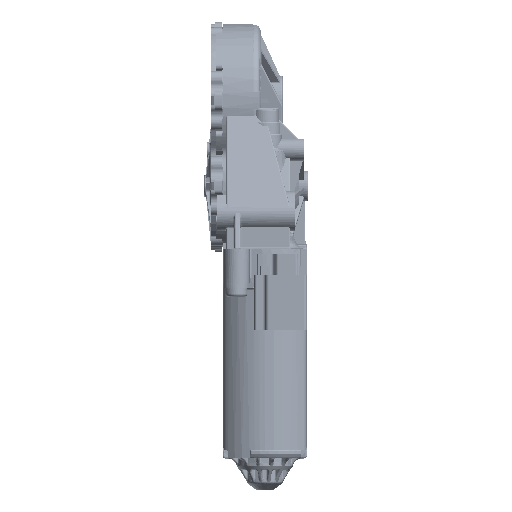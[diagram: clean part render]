
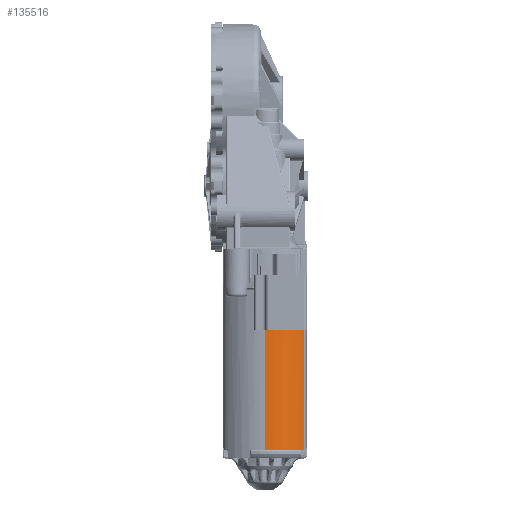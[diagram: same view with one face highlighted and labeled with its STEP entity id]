
A CAD part, top view. The second image highlights one B-rep face of the part: STEP entity #135516.
In plain terms, the highlighted cylindrical face has radius 19.512 mm (diameter 39.025 mm), a partial arc.
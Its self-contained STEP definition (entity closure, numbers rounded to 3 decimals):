
#135412=AXIS2_PLACEMENT_3D('Cylinder Axis2P3D',#135409,#135410,#135411) ;
#135416=AXIS2_PLACEMENT_3D('Circle Axis2P3D',#135414,#135415,$) ;
#135428=AXIS2_PLACEMENT_3D('Circle Axis2P3D',#135426,#135427,$) ;
#135435=AXIS2_PLACEMENT_3D('Circle Axis2P3D',#135433,#135434,$) ;
#135442=AXIS2_PLACEMENT_3D('Circle Axis2P3D',#135440,#135441,$) ;
#135461=AXIS2_PLACEMENT_3D('Circle Axis2P3D',#135459,#135460,$) ;
#135468=AXIS2_PLACEMENT_3D('Circle Axis2P3D',#135466,#135467,$) ;
#135475=AXIS2_PLACEMENT_3D('Circle Axis2P3D',#135473,#135474,$) ;
#135496=AXIS2_PLACEMENT_3D('Circle Axis2P3D',#135494,#135495,$) ;
#110855=CARTESIAN_POINT('Vertex',(13.159,-4.4,14.293)) ;
#110939=CARTESIAN_POINT('Vertex',(10.838,-4.4,16.142)) ;
#110943=CARTESIAN_POINT('Control Point',(13.159,-4.4,14.293)) ;
#110944=CARTESIAN_POINT('Control Point',(12.434,-4.4,14.966)) ;
#110945=CARTESIAN_POINT('Control Point',(11.656,-4.4,15.586)) ;
#110946=CARTESIAN_POINT('Control Point',(10.838,-4.4,16.142)) ;
#130832=CARTESIAN_POINT('Line Origine',(-0.07,-32.138,19.512)) ;
#130836=CARTESIAN_POINT('Vertex',(-0.07,-2.325,19.512)) ;
#130838=CARTESIAN_POINT('Vertex',(-0.07,-61.95,19.512)) ;
#133450=CARTESIAN_POINT('Vertex',(13.943,-61.95,13.521)) ;
#135409=CARTESIAN_POINT('Axis2P3D Location',(-0.125,-33.45,0.)) ;
#135414=CARTESIAN_POINT('Axis2P3D Location',(-0.125,-61.95,0.)) ;
#135419=CARTESIAN_POINT('Line Origine',(13.943,-33.45,13.521)) ;
#135423=CARTESIAN_POINT('Vertex',(13.943,-5.15,13.521)) ;
#135426=CARTESIAN_POINT('Axis2P3D Location',(-0.125,-5.15,0.)) ;
#135430=CARTESIAN_POINT('Vertex',(13.878,-5.15,13.588)) ;
#135433=CARTESIAN_POINT('Axis2P3D Location',(-0.125,-5.15,0.)) ;
#135437=CARTESIAN_POINT('Vertex',(13.789,-5.15,13.68)) ;
#135440=CARTESIAN_POINT('Axis2P3D Location',(-0.125,-5.15,0.)) ;
#135444=CARTESIAN_POINT('Vertex',(13.159,-5.15,14.293)) ;
#135447=CARTESIAN_POINT('Line Origine',(13.159,-33.45,14.293)) ;
#135452=CARTESIAN_POINT('Line Origine',(10.838,-33.45,16.142)) ;
#135456=CARTESIAN_POINT('Vertex',(10.838,-5.15,16.142)) ;
#135459=CARTESIAN_POINT('Axis2P3D Location',(-0.125,-5.15,0.)) ;
#135463=CARTESIAN_POINT('Vertex',(10.1,-5.15,16.619)) ;
#135466=CARTESIAN_POINT('Axis2P3D Location',(-0.125,-5.15,0.)) ;
#135470=CARTESIAN_POINT('Vertex',(9.988,-5.15,16.687)) ;
#135473=CARTESIAN_POINT('Axis2P3D Location',(-0.125,-5.15,0.)) ;
#135477=CARTESIAN_POINT('Vertex',(9.226,-5.15,17.126)) ;
#135480=CARTESIAN_POINT('Line Origine',(9.226,-33.45,17.126)) ;
#135484=CARTESIAN_POINT('Vertex',(9.226,-4.35,17.126)) ;
#135487=CARTESIAN_POINT('Line Origine',(9.226,-33.45,17.126)) ;
#135491=CARTESIAN_POINT('Vertex',(9.226,-2.325,17.126)) ;
#135494=CARTESIAN_POINT('Axis2P3D Location',(-0.125,-2.325,0.)) ;
#130833=DIRECTION('Vector Direction',(0.,-1.,0.)) ;
#135410=DIRECTION('Axis2P3D Direction',(0.,1.,0.)) ;
#135411=DIRECTION('Axis2P3D XDirection',(-0.393,0.,-0.919)) ;
#135415=DIRECTION('Axis2P3D Direction',(0.,1.,0.)) ;
#135420=DIRECTION('Vector Direction',(0.,1.,0.)) ;
#135427=DIRECTION('Axis2P3D Direction',(0.,1.,0.)) ;
#135434=DIRECTION('Axis2P3D Direction',(0.,1.,0.)) ;
#135441=DIRECTION('Axis2P3D Direction',(0.,1.,0.)) ;
#135448=DIRECTION('Vector Direction',(0.,1.,0.)) ;
#135453=DIRECTION('Vector Direction',(0.,1.,0.)) ;
#135460=DIRECTION('Axis2P3D Direction',(0.,1.,0.)) ;
#135467=DIRECTION('Axis2P3D Direction',(0.,1.,0.)) ;
#135474=DIRECTION('Axis2P3D Direction',(0.,1.,0.)) ;
#135481=DIRECTION('Vector Direction',(0.,1.,0.)) ;
#135488=DIRECTION('Vector Direction',(0.,1.,0.)) ;
#135495=DIRECTION('Axis2P3D Direction',(0.,1.,0.)) ;
#130834=VECTOR('Line Direction',#130833,1.) ;
#135421=VECTOR('Line Direction',#135420,1.) ;
#135449=VECTOR('Line Direction',#135448,1.) ;
#135454=VECTOR('Line Direction',#135453,1.) ;
#135482=VECTOR('Line Direction',#135481,1.) ;
#135489=VECTOR('Line Direction',#135488,1.) ;
#135500=ORIENTED_EDGE('',*,*,#135418,.T.) ;
#135501=ORIENTED_EDGE('',*,*,#135425,.F.) ;
#135502=ORIENTED_EDGE('',*,*,#135432,.T.) ;
#135503=ORIENTED_EDGE('',*,*,#135439,.T.) ;
#135504=ORIENTED_EDGE('',*,*,#135446,.T.) ;
#135505=ORIENTED_EDGE('',*,*,#135451,.F.) ;
#135506=ORIENTED_EDGE('',*,*,#110947,.T.) ;
#135507=ORIENTED_EDGE('',*,*,#135458,.F.) ;
#135508=ORIENTED_EDGE('',*,*,#135465,.T.) ;
#135509=ORIENTED_EDGE('',*,*,#135472,.T.) ;
#135510=ORIENTED_EDGE('',*,*,#135479,.T.) ;
#135511=ORIENTED_EDGE('',*,*,#135486,.F.) ;
#135512=ORIENTED_EDGE('',*,*,#135493,.T.) ;
#135513=ORIENTED_EDGE('',*,*,#135498,.T.) ;
#135514=ORIENTED_EDGE('',*,*,#130840,.T.) ;
#135516=ADVANCED_FACE('6004RA3194-06',(#135515),#135413,.T.) ;
#110942=B_SPLINE_CURVE_WITH_KNOTS('',3,(#110943,#110944,#110945,#110946),.UNSPECIFIED.,.F.,.U.,(4,4),(0.,3.03),.UNSPECIFIED.) ;
#135417=CIRCLE('generated circle',#135416,19.513) ;
#135429=CIRCLE('generated circle',#135428,19.513) ;
#135436=CIRCLE('generated circle',#135435,19.513) ;
#135443=CIRCLE('generated circle',#135442,19.513) ;
#135462=CIRCLE('generated circle',#135461,19.513) ;
#135469=CIRCLE('generated circle',#135468,19.513) ;
#135476=CIRCLE('generated circle',#135475,19.513) ;
#135497=CIRCLE('generated circle',#135496,19.513) ;
#135413=CYLINDRICAL_SURFACE('generated cylinder',#135412,19.513) ;
#110947=EDGE_CURVE('',#110856,#110940,#110942,.T.) ;
#130840=EDGE_CURVE('',#130837,#130839,#130835,.T.) ;
#135418=EDGE_CURVE('',#130839,#133451,#135417,.T.) ;
#135425=EDGE_CURVE('',#135424,#133451,#135422,.F.) ;
#135432=EDGE_CURVE('',#135424,#135431,#135429,.F.) ;
#135439=EDGE_CURVE('',#135431,#135438,#135436,.F.) ;
#135446=EDGE_CURVE('',#135438,#135445,#135443,.F.) ;
#135451=EDGE_CURVE('',#110856,#135445,#135450,.F.) ;
#135458=EDGE_CURVE('',#135457,#110940,#135455,.T.) ;
#135465=EDGE_CURVE('',#135457,#135464,#135462,.F.) ;
#135472=EDGE_CURVE('',#135464,#135471,#135469,.F.) ;
#135479=EDGE_CURVE('',#135471,#135478,#135476,.F.) ;
#135486=EDGE_CURVE('',#135485,#135478,#135483,.F.) ;
#135493=EDGE_CURVE('',#135485,#135492,#135490,.T.) ;
#135498=EDGE_CURVE('',#135492,#130837,#135497,.F.) ;
#135499=EDGE_LOOP('',(#135500,#135501,#135502,#135503,#135504,#135505,#135506,#135507,#135508,#135509,#135510,#135511,#135512,#135513,#135514)) ;
#135515=FACE_OUTER_BOUND('',#135499,.T.) ;
#130835=LINE('Line',#130832,#130834) ;
#135422=LINE('Line',#135419,#135421) ;
#135450=LINE('Line',#135447,#135449) ;
#135455=LINE('Line',#135452,#135454) ;
#135483=LINE('Line',#135480,#135482) ;
#135490=LINE('Line',#135487,#135489) ;
#110856=VERTEX_POINT('',#110855) ;
#110940=VERTEX_POINT('',#110939) ;
#130837=VERTEX_POINT('',#130836) ;
#130839=VERTEX_POINT('',#130838) ;
#133451=VERTEX_POINT('',#133450) ;
#135424=VERTEX_POINT('',#135423) ;
#135431=VERTEX_POINT('',#135430) ;
#135438=VERTEX_POINT('',#135437) ;
#135445=VERTEX_POINT('',#135444) ;
#135457=VERTEX_POINT('',#135456) ;
#135464=VERTEX_POINT('',#135463) ;
#135471=VERTEX_POINT('',#135470) ;
#135478=VERTEX_POINT('',#135477) ;
#135485=VERTEX_POINT('',#135484) ;
#135492=VERTEX_POINT('',#135491) ;
